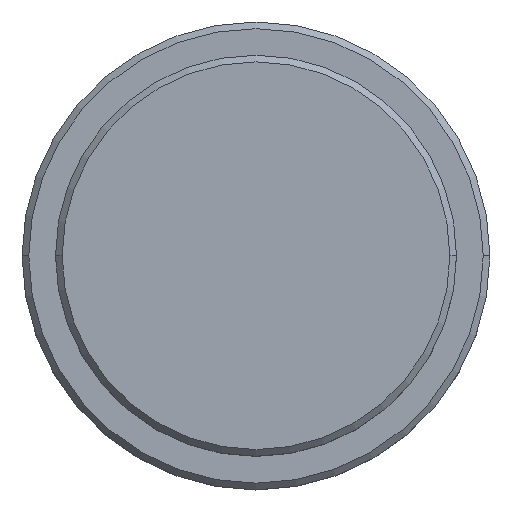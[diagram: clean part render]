
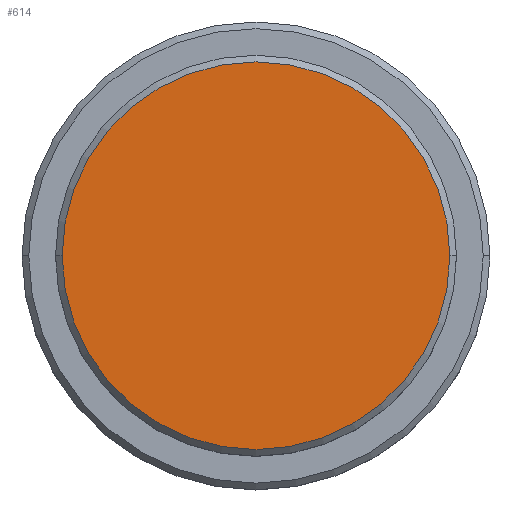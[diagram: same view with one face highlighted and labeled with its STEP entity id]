
A CAD part, top view. The second image highlights one B-rep face of the part: STEP entity #614.
In plain terms, the highlighted planar face has unit normal (0, 0, 1).
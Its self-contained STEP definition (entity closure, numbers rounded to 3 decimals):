
#8 = DIRECTION ( 'NONE',  ( 0., 0., 1. ) ) ;
#23 = EDGE_LOOP ( 'NONE', ( #989, #886 ) ) ;
#80 = EDGE_CURVE ( 'NONE', #1416, #1370, #1026, .T. ) ;
#112 = AXIS2_PLACEMENT_3D ( 'NONE', #1288, #8, #325 ) ;
#140 = CIRCLE ( 'NONE', #1050, 14.5 ) ;
#296 = CARTESIAN_POINT ( 'NONE',  ( 0., 0., 0. ) ) ;
#325 = DIRECTION ( 'NONE',  ( 1., 0., 0. ) ) ;
#441 = CARTESIAN_POINT ( 'NONE',  ( -14.5, 0., 0. ) ) ;
#442 = PLANE ( 'NONE',  #112 ) ;
#472 = DIRECTION ( 'NONE',  ( 0., 0., 1. ) ) ;
#614 = ADVANCED_FACE ( 'NONE', ( #1411 ), #442, .T. ) ;
#718 = DIRECTION ( 'NONE',  ( 0., 0., 1. ) ) ;
#764 = CARTESIAN_POINT ( 'NONE',  ( 14.5, 0., 0. ) ) ;
#779 = AXIS2_PLACEMENT_3D ( 'NONE', #891, #472, #1335 ) ;
#886 = ORIENTED_EDGE ( 'NONE', *, *, #80, .T. ) ;
#891 = CARTESIAN_POINT ( 'NONE',  ( 0., 0., 0. ) ) ;
#989 = ORIENTED_EDGE ( 'NONE', *, *, #1332, .T. ) ;
#1026 = CIRCLE ( 'NONE', #779, 14.5 ) ;
#1050 = AXIS2_PLACEMENT_3D ( 'NONE', #296, #718, #1143 ) ;
#1143 = DIRECTION ( 'NONE',  ( 1., 0., 0. ) ) ;
#1288 = CARTESIAN_POINT ( 'NONE',  ( 0., 0., 0. ) ) ;
#1332 = EDGE_CURVE ( 'NONE', #1370, #1416, #140, .T. ) ;
#1335 = DIRECTION ( 'NONE',  ( 1., 0., 0. ) ) ;
#1370 = VERTEX_POINT ( 'NONE', #441 ) ;
#1411 = FACE_OUTER_BOUND ( 'NONE', #23, .T. ) ;
#1416 = VERTEX_POINT ( 'NONE', #764 ) ;
